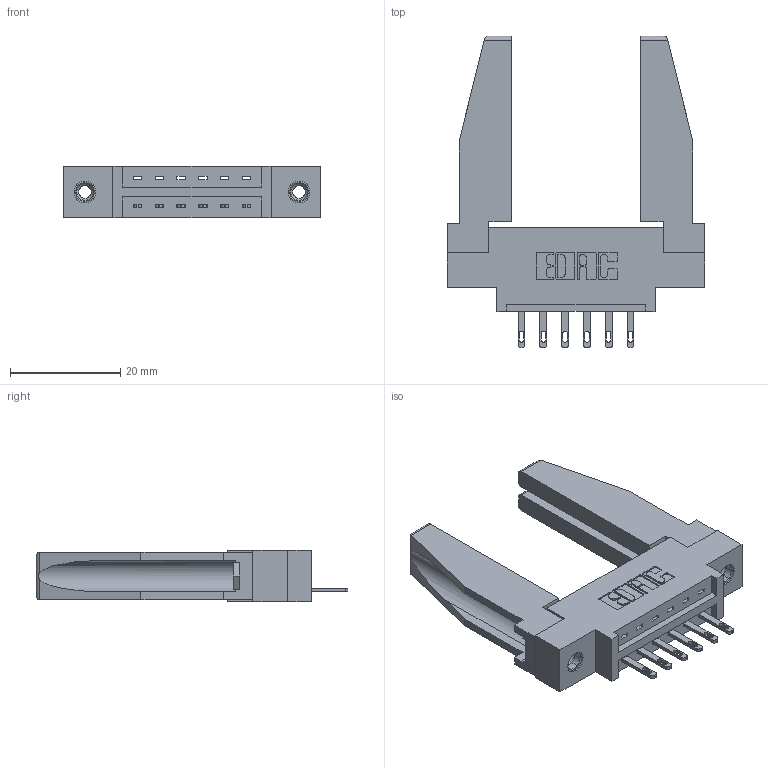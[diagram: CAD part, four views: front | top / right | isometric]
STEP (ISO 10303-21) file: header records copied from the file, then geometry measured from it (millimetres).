
FILE_DESCRIPTION (( 'STEP AP203' ), '1' );
FILE_NAME ('337-006-500-678.STEP', '2019-09-27T16:41:03', ( '' ), ( '' ), 'SwSTEP 2.0', 'SolidWorks 2016', '' );
FILE_SCHEMA (( 'CONFIG_CONTROL_DESIGN' ));
Length unit declared in the file: inch
Products named in the file (5): 345-292-001_345-293-100; 337 Part_0.170 Offset - 0.156 Dia-TI; 337-006-500-678; 345-250-001_345-250-001-102; 307-220-078
Assembly tree (11 placements, depth 2):
  337-006-500-678
    337 Part_0.170 Offset - 0.156 Dia-TI
    345-292-001_345-293-100  x6
    345-250-001_345-250-001-102  x2
    307-220-078  x2
Bounding box: 46.79 x 56.65 x 9.4 mm (x, y, z)
Volume: 8291.7 mm3; surface area: 8189.3 mm2
Topology: 11 solids, 11 shells, 596 faces, 1733 edges, 1146 vertices
Faces by surface type: plane 398, cylinder 182, cone 12, torus 4
Entity records: 11618 total; most frequent: CARTESIAN_POINT 2014, ORIENTED_EDGE 1912, DIRECTION 1780, EDGE_CURVE 956, VECTOR 786, LINE 786, VERTEX_POINT 632, AXIS2_PLACEMENT_3D 497
